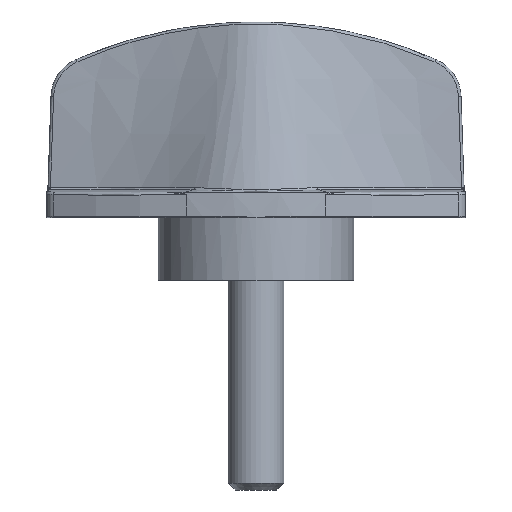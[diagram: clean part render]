
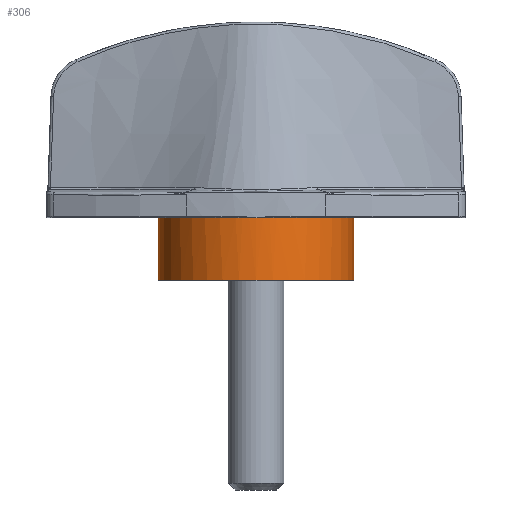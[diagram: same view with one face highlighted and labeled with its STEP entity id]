
A CAD part, front view. The second image highlights one B-rep face of the part: STEP entity #306.
In plain terms, the highlighted cylindrical face has radius 7 mm (diameter 14 mm), a full revolution.
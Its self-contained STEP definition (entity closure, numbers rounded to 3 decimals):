
#306 = ADVANCED_FACE( '', ( #624, #625 ), #626, .T. );
#624 = FACE_OUTER_BOUND( '', #5914, .T. );
#625 = FACE_OUTER_BOUND( '', #5915, .T. );
#626 = CYLINDRICAL_SURFACE( '', #5916, 7. );
#5914 = EDGE_LOOP( '', ( #7136, #7137, #7138, #7139, #7140, #7141 ) );
#5915 = EDGE_LOOP( '', ( #7142 ) );
#5916 = AXIS2_PLACEMENT_3D( '', #7143, #7144, #7145 );
#7136 = ORIENTED_EDGE( '', *, *, #7558, .F. );
#7137 = ORIENTED_EDGE( '', *, *, #7405, .F. );
#7138 = ORIENTED_EDGE( '', *, *, #7426, .F. );
#7139 = ORIENTED_EDGE( '', *, *, #7575, .F. );
#7140 = ORIENTED_EDGE( '', *, *, #7299, .F. );
#7141 = ORIENTED_EDGE( '', *, *, #7576, .F. );
#7142 = ORIENTED_EDGE( '', *, *, #7408, .T. );
#7143 = CARTESIAN_POINT( '', ( 0., 0., 0. ) );
#7144 = DIRECTION( '', ( 0., 0., -1. ) );
#7145 = DIRECTION( '', ( 1., 0., 0. ) );
#7299 = EDGE_CURVE( '', #7666, #7702, #7703, .T. );
#7405 = EDGE_CURVE( '', #7719, #7867, #7868, .T. );
#7408 = EDGE_CURVE( '', #7871, #7871, #7872, .T. );
#7426 = EDGE_CURVE( '', #7897, #7719, #7899, .T. );
#7558 = EDGE_CURVE( '', #7867, #8068, #8069, .T. );
#7575 = EDGE_CURVE( '', #7702, #7897, #8087, .T. );
#7576 = EDGE_CURVE( '', #8068, #7666, #8088, .T. );
#7666 = VERTEX_POINT( '', #8684 );
#7702 = VERTEX_POINT( '', #8874 );
#7703 = CIRCLE( '', #8875, 7. );
#7719 = VERTEX_POINT( '', #9056 );
#7867 = VERTEX_POINT( '', #10186 );
#7868 = CIRCLE( '', #10187, 7. );
#7871 = VERTEX_POINT( '', #10206 );
#7872 = CIRCLE( '', #10207, 7. );
#7897 = VERTEX_POINT( '', #10296 );
#7899 = CIRCLE( '', #10298, 7. );
#8068 = VERTEX_POINT( '', #11704 );
#8069 = CIRCLE( '', #11705, 7. );
#8087 = CIRCLE( '', #11727, 7. );
#8088 = CIRCLE( '', #11728, 7. );
#8684 = CARTESIAN_POINT( '', ( 1.458, 6.847, 0. ) );
#8874 = CARTESIAN_POINT( '', ( 0., 7., 0. ) );
#8875 = AXIS2_PLACEMENT_3D( '', #11785, #11786, #11787 );
#9056 = CARTESIAN_POINT( '', ( -1.458, -6.847, 0. ) );
#10186 = CARTESIAN_POINT( '', ( 0., -7., 0. ) );
#10187 = AXIS2_PLACEMENT_3D( '', #11881, #11882, #11883 );
#10206 = CARTESIAN_POINT( '', ( 7., 0., -4.5 ) );
#10207 = AXIS2_PLACEMENT_3D( '', #11884, #11885, #11886 );
#10296 = CARTESIAN_POINT( '', ( -1.458, 6.847, 0. ) );
#10298 = AXIS2_PLACEMENT_3D( '', #11909, #11910, #11911 );
#11704 = CARTESIAN_POINT( '', ( 1.458, -6.847, 0. ) );
#11705 = AXIS2_PLACEMENT_3D( '', #11983, #11984, #11985 );
#11727 = AXIS2_PLACEMENT_3D( '', #12005, #12006, #12007 );
#11728 = AXIS2_PLACEMENT_3D( '', #12008, #12009, #12010 );
#11785 = CARTESIAN_POINT( '', ( 0., 0., 0. ) );
#11786 = DIRECTION( '', ( 0., 0., 1. ) );
#11787 = DIRECTION( '', ( 1., 0., 0. ) );
#11881 = CARTESIAN_POINT( '', ( 0., 0., 0. ) );
#11882 = DIRECTION( '', ( 0., 0., 1. ) );
#11883 = DIRECTION( '', ( 1., 0., 0. ) );
#11884 = CARTESIAN_POINT( '', ( 0., 0., -4.5 ) );
#11885 = DIRECTION( '', ( 0., 0., 1. ) );
#11886 = DIRECTION( '', ( 1., 0., 0. ) );
#11909 = CARTESIAN_POINT( '', ( 0., 0., 0. ) );
#11910 = DIRECTION( '', ( 0., 0., 1. ) );
#11911 = DIRECTION( '', ( 1., 0., 0. ) );
#11983 = CARTESIAN_POINT( '', ( 0., 0., 0. ) );
#11984 = DIRECTION( '', ( 0., 0., 1. ) );
#11985 = DIRECTION( '', ( 1., 0., 0. ) );
#12005 = CARTESIAN_POINT( '', ( 0., 0., 0. ) );
#12006 = DIRECTION( '', ( 0., 0., 1. ) );
#12007 = DIRECTION( '', ( 1., 0., 0. ) );
#12008 = CARTESIAN_POINT( '', ( 0., 0., 0. ) );
#12009 = DIRECTION( '', ( 0., 0., 1. ) );
#12010 = DIRECTION( '', ( 1., 0., 0. ) );
